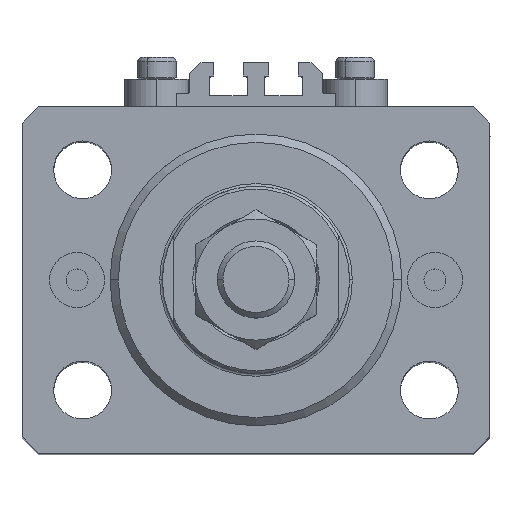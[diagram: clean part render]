
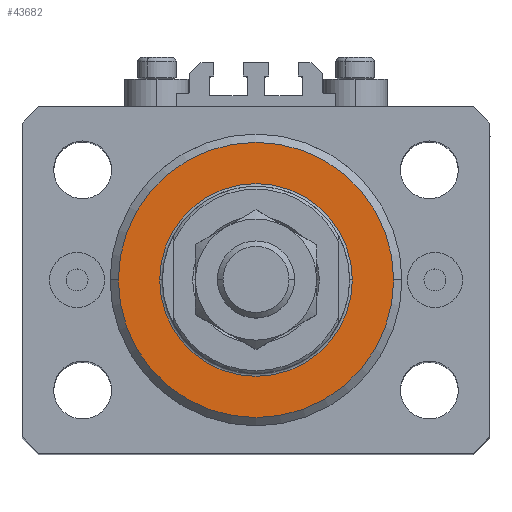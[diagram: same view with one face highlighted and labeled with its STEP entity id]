
A CAD part, top view. The second image highlights one B-rep face of the part: STEP entity #43682.
In plain terms, the highlighted face is planar.
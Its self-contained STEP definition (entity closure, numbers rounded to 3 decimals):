
#928 = CARTESIAN_POINT ( 'NONE',  ( -25., 0., 0. ) ) ;
#1763 = EDGE_CURVE ( 'NONE', #16172, #18484, #42225, .T. ) ;
#6167 = EDGE_CURVE ( 'NONE', #18484, #16172, #8436, .T. ) ;
#8430 = DIRECTION ( 'NONE',  ( 0., 0., -1. ) ) ;
#8436 = CIRCLE ( 'NONE', #35974, 17.5 ) ;
#11403 = CIRCLE ( 'NONE', #29552, 25. ) ;
#12135 = CARTESIAN_POINT ( 'NONE',  ( 0., 0., 0. ) ) ;
#13239 = CARTESIAN_POINT ( 'NONE',  ( 0., 0., 0. ) ) ;
#14117 = CARTESIAN_POINT ( 'NONE',  ( 0., 0., 0. ) ) ;
#16172 = VERTEX_POINT ( 'NONE', #27880 ) ;
#16598 = FACE_BOUND ( 'NONE', #30557, .T. ) ;
#17193 = ORIENTED_EDGE ( 'NONE', *, *, #22625, .T. ) ;
#17515 = VERTEX_POINT ( 'NONE', #24780 ) ;
#17588 = ORIENTED_EDGE ( 'NONE', *, *, #6167, .T. ) ;
#18484 = VERTEX_POINT ( 'NONE', #35659 ) ;
#18504 = DIRECTION ( 'NONE',  ( 1., 0., 0. ) ) ;
#18843 = ORIENTED_EDGE ( 'NONE', *, *, #1763, .T. ) ;
#20061 = PLANE ( 'NONE',  #24671 ) ;
#21299 = AXIS2_PLACEMENT_3D ( 'NONE', #12135, #8430, #23726 ) ;
#22625 = EDGE_CURVE ( 'NONE', #37074, #17515, #11403, .T. ) ;
#23726 = DIRECTION ( 'NONE',  ( 1., 0., 0. ) ) ;
#24671 = AXIS2_PLACEMENT_3D ( 'NONE', #47090, #35069, #28448 ) ;
#24780 = CARTESIAN_POINT ( 'NONE',  ( 25., 0., 0. ) ) ;
#24848 = DIRECTION ( 'NONE',  ( 1., 0., 0. ) ) ;
#25429 = DIRECTION ( 'NONE',  ( 0., 0., -1. ) ) ;
#26522 = AXIS2_PLACEMENT_3D ( 'NONE', #14117, #47587, #33093 ) ;
#27880 = CARTESIAN_POINT ( 'NONE',  ( 17.5, 0., 0. ) ) ;
#28448 = DIRECTION ( 'NONE',  ( 1., 0., 0. ) ) ;
#29552 = AXIS2_PLACEMENT_3D ( 'NONE', #29624, #25429, #18504 ) ;
#29624 = CARTESIAN_POINT ( 'NONE',  ( 0., 0., 0. ) ) ;
#30557 = EDGE_LOOP ( 'NONE', ( #18843, #17588 ) ) ;
#31995 = DIRECTION ( 'NONE',  ( 0., 0., 1. ) ) ;
#32752 = EDGE_CURVE ( 'NONE', #17515, #37074, #47968, .T. ) ;
#33093 = DIRECTION ( 'NONE',  ( 1., 0., 0. ) ) ;
#35069 = DIRECTION ( 'NONE',  ( 0., 0., 1. ) ) ;
#35659 = CARTESIAN_POINT ( 'NONE',  ( -17.5, 0., 0. ) ) ;
#35793 = ORIENTED_EDGE ( 'NONE', *, *, #32752, .T. ) ;
#35974 = AXIS2_PLACEMENT_3D ( 'NONE', #13239, #31995, #24848 ) ;
#37074 = VERTEX_POINT ( 'NONE', #928 ) ;
#42225 = CIRCLE ( 'NONE', #26522, 17.5 ) ;
#43682 = ADVANCED_FACE ( 'NONE', ( #16598, #46364 ), #20061, .F. ) ;
#45697 = EDGE_LOOP ( 'NONE', ( #35793, #17193 ) ) ;
#46364 = FACE_OUTER_BOUND ( 'NONE', #45697, .T. ) ;
#47090 = CARTESIAN_POINT ( 'NONE',  ( 0., 0., 0. ) ) ;
#47587 = DIRECTION ( 'NONE',  ( 0., 0., 1. ) ) ;
#47968 = CIRCLE ( 'NONE', #21299, 25. ) ;
